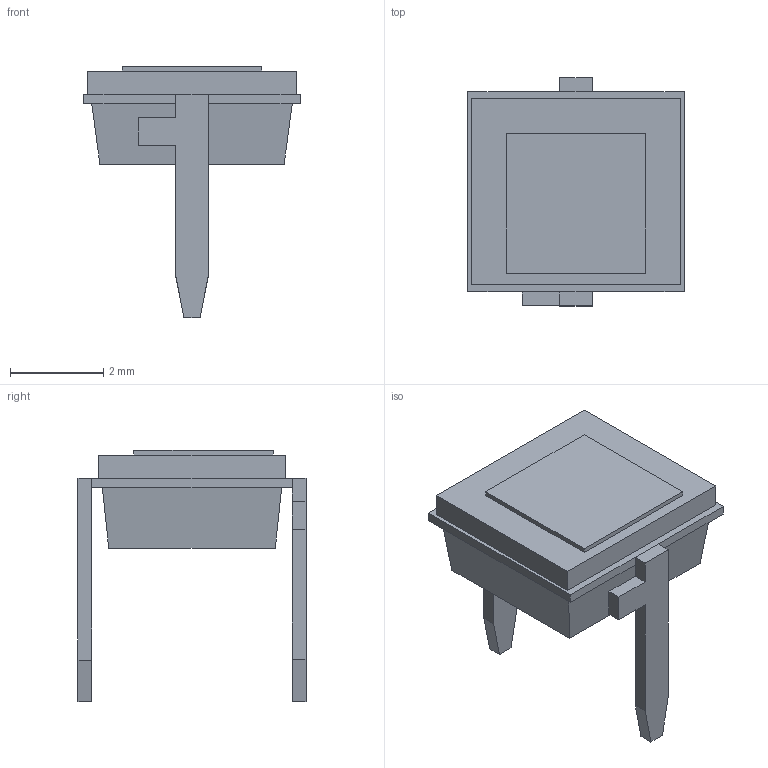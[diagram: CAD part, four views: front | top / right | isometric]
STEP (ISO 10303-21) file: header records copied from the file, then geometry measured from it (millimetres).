
FILE_DESCRIPTION(('FreeCAD Model'),'2;1');
FILE_NAME('BPW34.step', '2017-01-31T22:33:02',('Author'),(''), 'Open CASCADE STEP processor 6.8','FreeCAD','Unknown');
FILE_SCHEMA(('AUTOMOTIVE_DESIGN_CC2 { 1 2 10303 214 -1 1 5 4 }'));
Length unit declared in the file: millimetre
Products named in the file (2): ASSEMBLY; BPW34
Assembly tree (1 placements, depth 2):
  ASSEMBLY
    BPW34
Bounding box: 4.65 x 4.9 x 5.4 mm (x, y, z)
Volume: 36 mm3; surface area: 91.5 mm2
Topology: 1 solids, 1 shells, 43 faces, 106 edges, 68 vertices
Faces by surface type: plane 43
Entity records: 2902 total; most frequent: CARTESIAN_POINT 476, DIRECTION 363, LINE 273, VECTOR 273, ORIENTED_EDGE 212, PCURVE 212, DEFINITIONAL_REPRESENTATION 212, EDGE_CURVE 106
